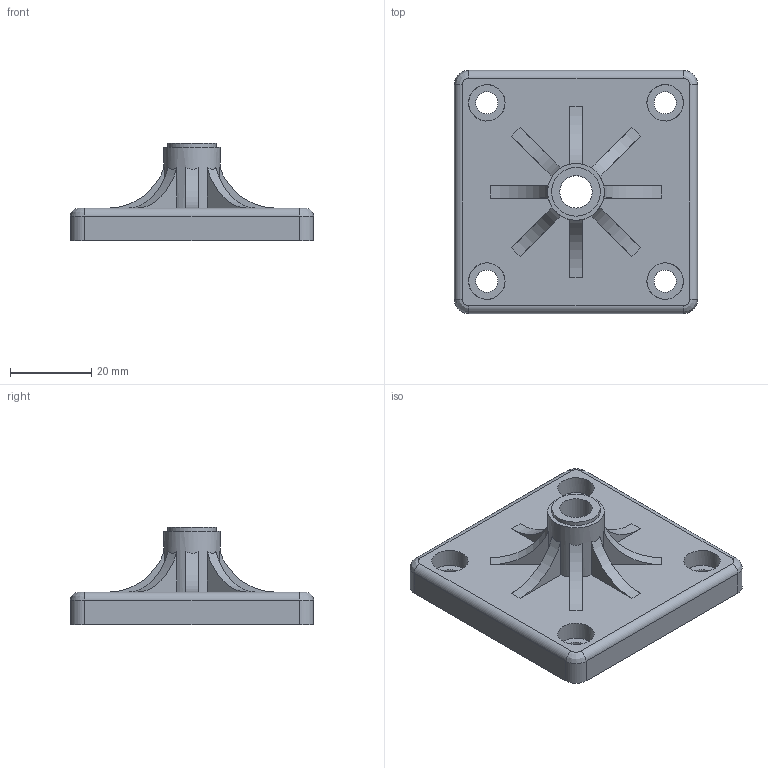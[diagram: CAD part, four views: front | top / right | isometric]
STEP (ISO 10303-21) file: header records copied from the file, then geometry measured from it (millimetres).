
FILE_DESCRIPTION((''),'2;1');
FILE_NAME('SPOOL MOUNT.stp','2014-06-10T15:42:50',('jge'),(''),'Autodesk Inventor 2012','Autodesk Inventor 2012','');
FILE_SCHEMA(('AUTOMOTIVE_DESIGN { 1 0 10303 214 1 1 1 1 }'));
Length unit declared in the file: millimetre
Products named in the file (1): SPOOL MOUNT
Bounding box: 60 x 60 x 24 mm (x, y, z)
Volume: 20172.3 mm3; surface area: 13654.9 mm2
Topology: 1 solids, 1 shells, 122 faces, 313 edges, 208 vertices
Faces by surface type: plane 83, cylinder 35, bspline 4
Full cylindrical faces by diameter (mm): 5.5 x4, 8 x1, 9 x4, 12 x1, 14 x1
Entity records: 3854 total; most frequent: CARTESIAN_POINT 875, DIRECTION 606, ORIENTED_EDGE 590, EDGE_CURVE 295, VECTOR 206, LINE 206, VERTEX_POINT 201, AXIS2_PLACEMENT_3D 200
